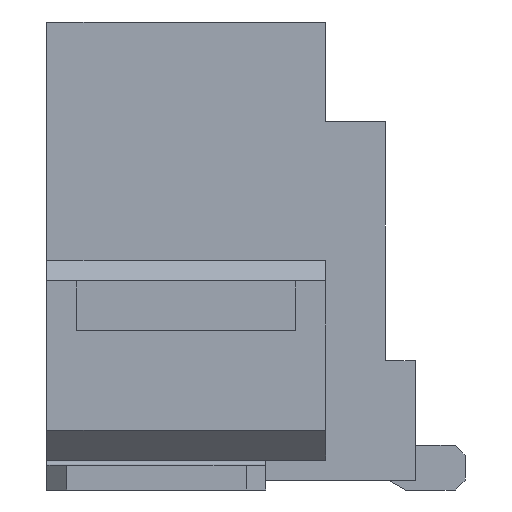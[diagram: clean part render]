
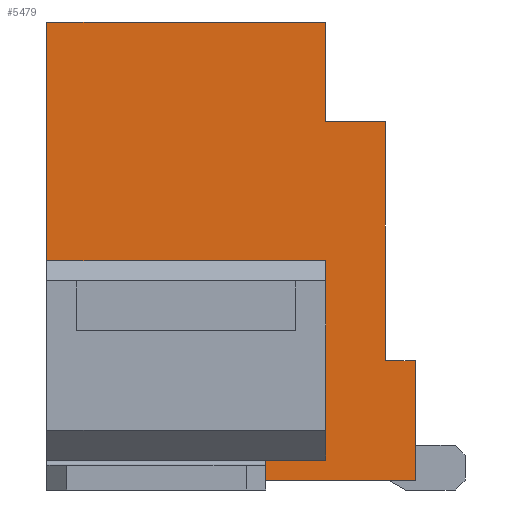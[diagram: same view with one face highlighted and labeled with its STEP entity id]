
A CAD part, left-side view. The second image highlights one B-rep face of the part: STEP entity #5479.
In plain terms, the highlighted planar face has unit normal (-1, 0, 0).
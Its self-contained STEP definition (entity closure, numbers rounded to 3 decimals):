
#25=DIRECTION('',(0.,-1.,0.));
#26=VECTOR('',#25,3.7);
#27=CARTESIAN_POINT('',(-3.375,1.85,-2.3));
#28=LINE('',#27,#26);
#453=DIRECTION('',(0.,-1.,0.));
#454=VECTOR('',#453,2.8);
#455=CARTESIAN_POINT('',(-3.375,1.85,2.3));
#456=LINE('',#455,#454);
#809=DIRECTION('',(0.,0.,1.));
#810=VECTOR('',#809,1.2);
#811=CARTESIAN_POINT('',(-3.375,-1.85,-2.3));
#812=LINE('',#811,#810);
#1433=DIRECTION('',(0.,0.,-1.));
#1434=VECTOR('',#1433,1.);
#1435=CARTESIAN_POINT('',(-3.375,-0.95,2.3));
#1436=LINE('',#1435,#1434);
#1437=DIRECTION('',(0.,-1.,0.));
#1438=VECTOR('',#1437,0.6);
#1439=CARTESIAN_POINT('',(-3.375,-0.95,1.3));
#1440=LINE('',#1439,#1438);
#1441=DIRECTION('',(0.,0.,-1.));
#1442=VECTOR('',#1441,2.4);
#1443=CARTESIAN_POINT('',(-3.375,-1.55,1.3));
#1444=LINE('',#1443,#1442);
#1445=DIRECTION('',(0.,1.,0.));
#1446=VECTOR('',#1445,0.3);
#1447=CARTESIAN_POINT('',(-3.375,-1.85,-1.1));
#1448=LINE('',#1447,#1446);
#1449=DIRECTION('',(0.,0.,1.));
#1450=VECTOR('',#1449,0.2);
#1451=CARTESIAN_POINT('',(-3.375,1.85,-2.3));
#1452=LINE('',#1451,#1450);
#1453=DIRECTION('',(0.,-1.,0.));
#1454=VECTOR('',#1453,2.8);
#1455=CARTESIAN_POINT('',(-3.375,1.85,-2.1));
#1456=LINE('',#1455,#1454);
#1457=DIRECTION('',(0.,0.,-1.));
#1458=VECTOR('',#1457,2.);
#1459=CARTESIAN_POINT('',(-3.375,-0.95,-0.1));
#1460=LINE('',#1459,#1458);
#1461=DIRECTION('',(0.,-1.,0.));
#1462=VECTOR('',#1461,2.8);
#1463=CARTESIAN_POINT('',(-3.375,1.85,-0.1));
#1464=LINE('',#1463,#1462);
#1465=DIRECTION('',(0.,0.,1.));
#1466=VECTOR('',#1465,2.4);
#1467=CARTESIAN_POINT('',(-3.375,1.85,-0.1));
#1468=LINE('',#1467,#1466);
#2691=CARTESIAN_POINT('',(-3.375,1.85,-2.3));
#2692=CARTESIAN_POINT('',(-3.375,-1.85,-2.3));
#2693=VERTEX_POINT('',#2691);
#2694=VERTEX_POINT('',#2692);
#2731=CARTESIAN_POINT('',(-3.375,-0.95,-0.1));
#2732=CARTESIAN_POINT('',(-3.375,-0.95,-2.1));
#2733=VERTEX_POINT('',#2731);
#2734=VERTEX_POINT('',#2732);
#2735=CARTESIAN_POINT('',(-3.375,1.85,-0.1));
#2736=VERTEX_POINT('',#2735);
#2741=CARTESIAN_POINT('',(-3.375,1.85,2.3));
#2742=VERTEX_POINT('',#2741);
#2779=CARTESIAN_POINT('',(-3.375,-1.85,-1.1));
#2780=CARTESIAN_POINT('',(-3.375,-1.55,-1.1));
#2781=VERTEX_POINT('',#2779);
#2782=VERTEX_POINT('',#2780);
#2788=CARTESIAN_POINT('',(-3.375,-1.55,1.3));
#2790=VERTEX_POINT('',#2788);
#2925=CARTESIAN_POINT('',(-3.375,-0.95,2.3));
#2926=CARTESIAN_POINT('',(-3.375,-0.95,1.3));
#2927=VERTEX_POINT('',#2925);
#2928=VERTEX_POINT('',#2926);
#3243=CARTESIAN_POINT('',(-3.375,1.85,-2.1));
#3244=VERTEX_POINT('',#3243);
#5455=CARTESIAN_POINT('',(-3.375,1.85,-2.3));
#5456=DIRECTION('',(-1.,0.,0.));
#5457=DIRECTION('',(0.,-1.,0.));
#5458=AXIS2_PLACEMENT_3D('',#5455,#5456,#5457);
#5459=PLANE('',#5458);
#5460=ORIENTED_EDGE('',*,*,#4078,.T.);
#5462=ORIENTED_EDGE('',*,*,#5461,.T.);
#5464=ORIENTED_EDGE('',*,*,#5463,.T.);
#5465=ORIENTED_EDGE('',*,*,#4194,.F.);
#5466=ORIENTED_EDGE('',*,*,#4463,.F.);
#5467=ORIENTED_EDGE('',*,*,#3572,.F.);
#5468=ORIENTED_EDGE('',*,*,#3625,.T.);
#5470=ORIENTED_EDGE('',*,*,#5469,.T.);
#5472=ORIENTED_EDGE('',*,*,#5471,.F.);
#5474=ORIENTED_EDGE('',*,*,#5473,.F.);
#5475=ORIENTED_EDGE('',*,*,#3603,.T.);
#5476=ORIENTED_EDGE('',*,*,#4011,.T.);
#5477=EDGE_LOOP('',(#5460,#5462,#5464,#5465,#5466,#5467,#5468,#5470,#5472,#5474,
#5475,#5476));
#5478=FACE_OUTER_BOUND('',#5477,.F.);
#5479=ADVANCED_FACE('',(#5478),#5459,.T.);
#3572=EDGE_CURVE('',#2693,#2694,#28,.T.);
#3603=EDGE_CURVE('',#2736,#2742,#1468,.T.);
#3625=EDGE_CURVE('',#2693,#3244,#1452,.T.);
#4011=EDGE_CURVE('',#2742,#2927,#456,.T.);
#4078=EDGE_CURVE('',#2927,#2928,#1436,.T.);
#4194=EDGE_CURVE('',#2781,#2782,#1448,.T.);
#4463=EDGE_CURVE('',#2694,#2781,#812,.T.);
#5461=EDGE_CURVE('',#2928,#2790,#1440,.T.);
#5463=EDGE_CURVE('',#2790,#2782,#1444,.T.);
#5469=EDGE_CURVE('',#3244,#2734,#1456,.T.);
#5471=EDGE_CURVE('',#2733,#2734,#1460,.T.);
#5473=EDGE_CURVE('',#2736,#2733,#1464,.T.);
